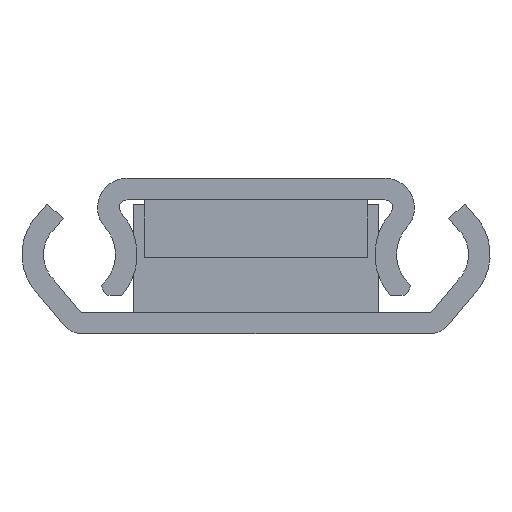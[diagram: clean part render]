
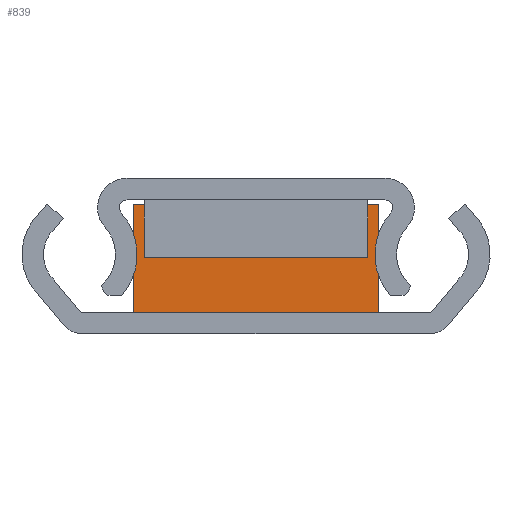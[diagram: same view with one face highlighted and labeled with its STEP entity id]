
A CAD part, left-side view. The second image highlights one B-rep face of the part: STEP entity #839.
In plain terms, the highlighted face is planar.
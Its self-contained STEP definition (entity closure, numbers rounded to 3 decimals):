
#181 = VECTOR ( 'NONE', #1520, 1000. ) ;
#182 = VECTOR ( 'NONE', #1523, 1000. ) ;
#184 = VECTOR ( 'NONE', #1529, 1000. ) ;
#190 = VECTOR ( 'NONE', #1541, 1000. ) ;
#244 = FACE_OUTER_BOUND ( 'NONE', #1070, .T. ) ;
#249 = AXIS2_PLACEMENT_3D ( 'NONE', #1644, #1645, #1646 ) ;
#749 = EDGE_CURVE ( 'NONE', #2548, #2549, #1518, .T. ) ;
#752 = EDGE_CURVE ( 'NONE', #2549, #2562, #1521, .T. ) ;
#758 = EDGE_CURVE ( 'NONE', #2548, #2552, #1527, .T. ) ;
#768 = EDGE_CURVE ( 'NONE', #2552, #2562, #1539, .T. ) ;
#839 = ADVANCED_FACE ( 'NONE', ( #244 ), #1643, .F. ) ;
#1070 = EDGE_LOOP ( 'NONE', ( #2191, #2182, #2185, #2203 ) ) ;
#1518 = LINE ( 'NONE', #1519, #181 ) ;
#1519 = CARTESIAN_POINT ( 'NONE',  ( -497., 17., -15. ) ) ;
#1520 = DIRECTION ( 'NONE',  ( 0., -1., 0. ) ) ;
#1521 = LINE ( 'NONE', #1522, #182 ) ;
#1522 = CARTESIAN_POINT ( 'NONE',  ( -497., -17., -15. ) ) ;
#1523 = DIRECTION ( 'NONE',  ( 0., 0., 1. ) ) ;
#1527 = LINE ( 'NONE', #1528, #184 ) ;
#1528 = CARTESIAN_POINT ( 'NONE',  ( -497., 17., -15. ) ) ;
#1529 = DIRECTION ( 'NONE',  ( 0., 0., 1. ) ) ;
#1539 = LINE ( 'NONE', #1540, #190 ) ;
#1540 = CARTESIAN_POINT ( 'NONE',  ( -497., 17., 0. ) ) ;
#1541 = DIRECTION ( 'NONE',  ( 0., -1., 0. ) ) ;
#1643 = PLANE ( 'NONE',  #249 ) ;
#1644 = CARTESIAN_POINT ( 'NONE',  ( -497., 17., -15. ) ) ;
#1645 = DIRECTION ( 'NONE',  ( -1., 0., 0. ) ) ;
#1646 = DIRECTION ( 'NONE',  ( 0., 0., 1. ) ) ;
#2182 = ORIENTED_EDGE ( 'NONE', *, *, #752, .F. ) ;
#2185 = ORIENTED_EDGE ( 'NONE', *, *, #749, .F. ) ;
#2191 = ORIENTED_EDGE ( 'NONE', *, *, #768, .T. ) ;
#2203 = ORIENTED_EDGE ( 'NONE', *, *, #758, .T. ) ;
#2548 = VERTEX_POINT ( 'NONE', #2877 ) ;
#2549 = VERTEX_POINT ( 'NONE', #2878 ) ;
#2552 = VERTEX_POINT ( 'NONE', #2881 ) ;
#2562 = VERTEX_POINT ( 'NONE', #2891 ) ;
#2877 = CARTESIAN_POINT ( 'NONE',  ( -497., 17., -15. ) ) ;
#2878 = CARTESIAN_POINT ( 'NONE',  ( -497., -17., -15. ) ) ;
#2881 = CARTESIAN_POINT ( 'NONE',  ( -497., 17., 0. ) ) ;
#2891 = CARTESIAN_POINT ( 'NONE',  ( -497., -17., 0. ) ) ;
